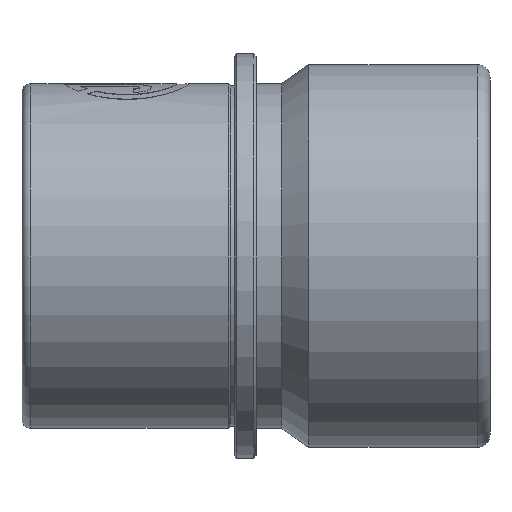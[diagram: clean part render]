
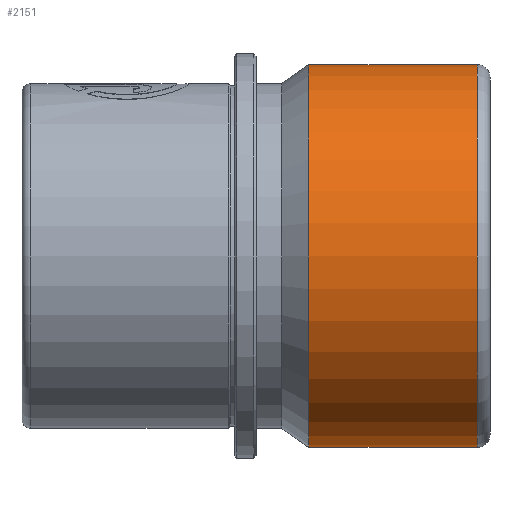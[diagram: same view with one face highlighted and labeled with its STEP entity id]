
A CAD part, left-side view. The second image highlights one B-rep face of the part: STEP entity #2151.
In plain terms, the highlighted cylindrical face has radius 45 mm (diameter 90 mm), a partial arc.
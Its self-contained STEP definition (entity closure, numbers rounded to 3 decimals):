
#156 = VERTEX_POINT ( 'NONE', #2810 ) ;
#367 = DIRECTION ( 'NONE',  ( 0., 0., -1. ) ) ;
#413 = VECTOR ( 'NONE', #1215, 1000. ) ;
#432 = ORIENTED_EDGE ( 'NONE', *, *, #1867, .F. ) ;
#442 = LINE ( 'NONE', #1113, #2307 ) ;
#550 = VERTEX_POINT ( 'NONE', #3044 ) ;
#678 = CARTESIAN_POINT ( 'NONE',  ( -11., 0., -45. ) ) ;
#806 = EDGE_CURVE ( 'NONE', #550, #2169, #442, .T. ) ;
#877 = DIRECTION ( 'NONE',  ( 0., -1., 0. ) ) ;
#905 = CARTESIAN_POINT ( 'NONE',  ( -11., -25.734, -45. ) ) ;
#1053 = ORIENTED_EDGE ( 'NONE', *, *, #1444, .T. ) ;
#1113 = CARTESIAN_POINT ( 'NONE',  ( -11., 0., 45. ) ) ;
#1215 = DIRECTION ( 'NONE',  ( 0., -1., 0. ) ) ;
#1271 = ORIENTED_EDGE ( 'NONE', *, *, #806, .F. ) ;
#1401 = CARTESIAN_POINT ( 'NONE',  ( -11., 0., 0. ) ) ;
#1420 = CARTESIAN_POINT ( 'NONE',  ( -11., -65.308, 45. ) ) ;
#1429 = AXIS2_PLACEMENT_3D ( 'NONE', #1567, #2349, #3066 ) ;
#1444 = EDGE_CURVE ( 'NONE', #550, #1985, #1743, .T. ) ;
#1546 = AXIS2_PLACEMENT_3D ( 'NONE', #3017, #2777, #2283 ) ;
#1567 = CARTESIAN_POINT ( 'NONE',  ( -11., -25.734, 0. ) ) ;
#1691 = CYLINDRICAL_SURFACE ( 'NONE', #1906, 45. ) ;
#1692 = CIRCLE ( 'NONE', #1546, 45. ) ;
#1743 = CIRCLE ( 'NONE', #1429, 45. ) ;
#1816 = ORIENTED_EDGE ( 'NONE', *, *, #1849, .T. ) ;
#1849 = EDGE_CURVE ( 'NONE', #1985, #156, #2431, .T. ) ;
#1867 = EDGE_CURVE ( 'NONE', #2169, #156, #1692, .T. ) ;
#1906 = AXIS2_PLACEMENT_3D ( 'NONE', #1401, #3152, #367 ) ;
#1985 = VERTEX_POINT ( 'NONE', #905 ) ;
#2151 = ADVANCED_FACE ( 'NONE', ( #2948 ), #1691, .T. ) ;
#2169 = VERTEX_POINT ( 'NONE', #1420 ) ;
#2283 = DIRECTION ( 'NONE',  ( 0., 0., -1. ) ) ;
#2307 = VECTOR ( 'NONE', #877, 1000. ) ;
#2349 = DIRECTION ( 'NONE',  ( 0., -1., 0. ) ) ;
#2431 = LINE ( 'NONE', #678, #413 ) ;
#2777 = DIRECTION ( 'NONE',  ( 0., -1., 0. ) ) ;
#2810 = CARTESIAN_POINT ( 'NONE',  ( -11., -65.308, -45. ) ) ;
#2948 = FACE_OUTER_BOUND ( 'NONE', #3004, .T. ) ;
#3004 = EDGE_LOOP ( 'NONE', ( #1271, #1053, #1816, #432 ) ) ;
#3017 = CARTESIAN_POINT ( 'NONE',  ( -11., -65.308, 0. ) ) ;
#3044 = CARTESIAN_POINT ( 'NONE',  ( -11., -25.734, 45. ) ) ;
#3066 = DIRECTION ( 'NONE',  ( 0., 0., -1. ) ) ;
#3152 = DIRECTION ( 'NONE',  ( 0., -1., 0. ) ) ;
